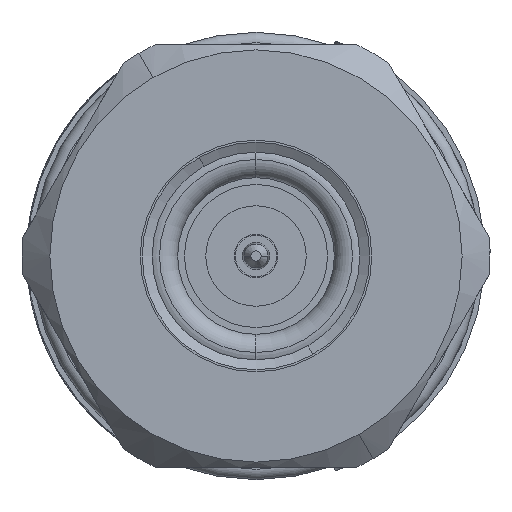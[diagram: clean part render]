
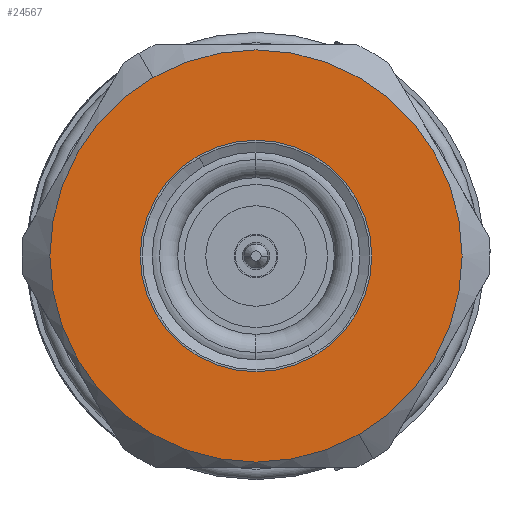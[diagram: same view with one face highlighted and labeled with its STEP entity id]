
A CAD part, left-side view. The second image highlights one B-rep face of the part: STEP entity #24567.
In plain terms, the highlighted planar face has unit normal (-1, 0, 0).
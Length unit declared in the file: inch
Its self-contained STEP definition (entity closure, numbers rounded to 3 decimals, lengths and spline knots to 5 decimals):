
#530 = CARTESIAN_POINT ( 'NONE',  ( -0.3185, 0., -0.2225 ) ) ;
#1798 = VERTEX_POINT ( 'NONE', #530 ) ;
#2499 = DIRECTION ( 'NONE',  ( 0., 0., 1. ) ) ;
#4582 = DIRECTION ( 'NONE',  ( 0., 0., 1. ) ) ;
#8265 = CARTESIAN_POINT ( 'NONE',  ( -0.3185, 0., 0.2225 ) ) ;
#11218 = DIRECTION ( 'NONE',  ( -1., 0., 0. ) ) ;
#11612 = AXIS2_PLACEMENT_3D ( 'NONE', #54059, #32946, #42273 ) ;
#12351 = DIRECTION ( 'NONE',  ( 1., 0., 0. ) ) ;
#13229 = EDGE_LOOP ( 'NONE', ( #19697, #55637 ) ) ;
#13594 = DIRECTION ( 'NONE',  ( -1., 0., 0. ) ) ;
#14649 = ORIENTED_EDGE ( 'NONE', *, *, #43034, .F. ) ;
#15347 = EDGE_LOOP ( 'NONE', ( #17408, #14649 ) ) ;
#15434 = CARTESIAN_POINT ( 'NONE',  ( -0.3185, 0., 0. ) ) ;
#16206 = CARTESIAN_POINT ( 'NONE',  ( -0.3185, 0., 0.39625 ) ) ;
#17408 = ORIENTED_EDGE ( 'NONE', *, *, #19574, .F. ) ;
#19546 = EDGE_CURVE ( 'NONE', #36396, #23455, #20604, .T. ) ;
#19574 = EDGE_CURVE ( 'NONE', #34030, #1798, #26018, .T. ) ;
#19697 = ORIENTED_EDGE ( 'NONE', *, *, #23108, .T. ) ;
#20604 = CIRCLE ( 'NONE', #11612, 0.39625 ) ;
#20751 = CARTESIAN_POINT ( 'NONE',  ( -0.3185, 0., 0. ) ) ;
#23108 = EDGE_CURVE ( 'NONE', #23455, #36396, #38157, .T. ) ;
#23455 = VERTEX_POINT ( 'NONE', #52474 ) ;
#24567 = ADVANCED_FACE ( 'NONE', ( #41226, #37297 ), #54367, .F. ) ;
#26018 = CIRCLE ( 'NONE', #43180, 0.2225 ) ;
#29972 = AXIS2_PLACEMENT_3D ( 'NONE', #32986, #12351, #30131 ) ;
#30131 = DIRECTION ( 'NONE',  ( 0., 0., -1. ) ) ;
#32946 = DIRECTION ( 'NONE',  ( -1., 0., 0. ) ) ;
#32986 = CARTESIAN_POINT ( 'NONE',  ( -0.3185, 0.39625, 0. ) ) ;
#32998 = AXIS2_PLACEMENT_3D ( 'NONE', #38791, #13594, #4582 ) ;
#34030 = VERTEX_POINT ( 'NONE', #8265 ) ;
#36396 = VERTEX_POINT ( 'NONE', #16206 ) ;
#37297 = FACE_OUTER_BOUND ( 'NONE', #13229, .T. ) ;
#38157 = CIRCLE ( 'NONE', #40827, 0.39625 ) ;
#38791 = CARTESIAN_POINT ( 'NONE',  ( -0.3185, 0., 0. ) ) ;
#40827 = AXIS2_PLACEMENT_3D ( 'NONE', #20751, #47026, #51766 ) ;
#41226 = FACE_BOUND ( 'NONE', #15347, .T. ) ;
#42273 = DIRECTION ( 'NONE',  ( 0., 0., 1. ) ) ;
#43034 = EDGE_CURVE ( 'NONE', #1798, #34030, #51894, .T. ) ;
#43180 = AXIS2_PLACEMENT_3D ( 'NONE', #15434, #11218, #2499 ) ;
#47026 = DIRECTION ( 'NONE',  ( -1., 0., 0. ) ) ;
#51766 = DIRECTION ( 'NONE',  ( 0., 0., 1. ) ) ;
#51894 = CIRCLE ( 'NONE', #32998, 0.2225 ) ;
#52474 = CARTESIAN_POINT ( 'NONE',  ( -0.3185, 0., -0.39625 ) ) ;
#54059 = CARTESIAN_POINT ( 'NONE',  ( -0.3185, 0., 0. ) ) ;
#54367 = PLANE ( 'NONE',  #29972 ) ;
#55637 = ORIENTED_EDGE ( 'NONE', *, *, #19546, .T. ) ;
